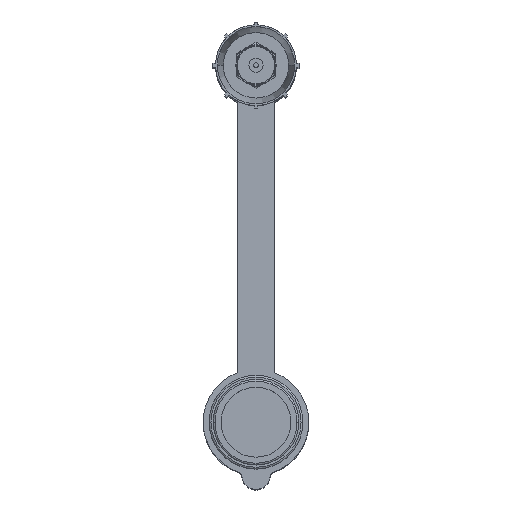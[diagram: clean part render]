
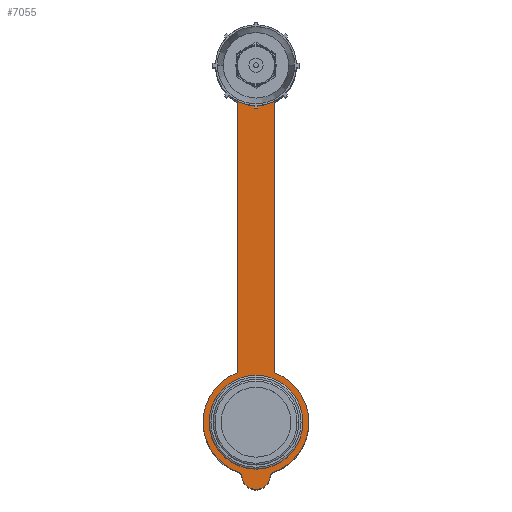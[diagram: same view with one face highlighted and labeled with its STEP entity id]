
A CAD part, top view. The second image highlights one B-rep face of the part: STEP entity #7055.
In plain terms, the highlighted face is planar.
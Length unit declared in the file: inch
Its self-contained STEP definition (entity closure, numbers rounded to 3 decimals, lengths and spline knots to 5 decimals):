
#43 = DIRECTION ( 'NONE',  ( 1., 0., 0. ) ) ;
#155 = CIRCLE ( 'NONE', #1566, 0.06 ) ;
#347 = VERTEX_POINT ( 'NONE', #7671 ) ;
#521 = CARTESIAN_POINT ( 'NONE',  ( 0.067, 0., 0.15 ) ) ;
#532 = ORIENTED_EDGE ( 'NONE', *, *, #4723, .T. ) ;
#548 = AXIS2_PLACEMENT_3D ( 'NONE', #8297, #14650, #12090 ) ;
#674 = EDGE_CURVE ( 'NONE', #2383, #13228, #995, .T. ) ;
#792 = DIRECTION ( 'NONE',  ( -1., 0., 0. ) ) ;
#811 = ORIENTED_EDGE ( 'NONE', *, *, #14235, .T. ) ;
#844 = ORIENTED_EDGE ( 'NONE', *, *, #14096, .T. ) ;
#995 = CIRCLE ( 'NONE', #13919, 0.23 ) ;
#1295 = AXIS2_PLACEMENT_3D ( 'NONE', #12418, #16127, #12318 ) ;
#1433 = EDGE_CURVE ( 'NONE', #5396, #11247, #13768, .T. ) ;
#1566 = AXIS2_PLACEMENT_3D ( 'NONE', #13198, #6741, #12050 ) ;
#1681 = DIRECTION ( 'NONE',  ( 1., 0., 0. ) ) ;
#2127 = CIRCLE ( 'NONE', #6028, 0.155 ) ;
#2151 = EDGE_CURVE ( 'NONE', #12220, #10824, #11009, .T. ) ;
#2346 = CARTESIAN_POINT ( 'NONE',  ( 0.067, 4.47793, -0.21377 ) ) ;
#2383 = VERTEX_POINT ( 'NONE', #14299 ) ;
#2729 = CARTESIAN_POINT ( 'NONE',  ( 0.067, 0., 0. ) ) ;
#2747 = DIRECTION ( 'NONE',  ( 0., -1., 0. ) ) ;
#2782 = EDGE_CURVE ( 'NONE', #16857, #13083, #6975, .T. ) ;
#2883 = CIRCLE ( 'NONE', #12998, 0.23 ) ;
#2980 = PLANE ( 'NONE',  #10345 ) ;
#3128 = CIRCLE ( 'NONE', #8145, 0.06 ) ;
#3353 = CARTESIAN_POINT ( 'NONE',  ( 0.067, 4.42144, -0.19357 ) ) ;
#3485 = DIRECTION ( 'NONE',  ( 0., 0., -1. ) ) ;
#3830 = CARTESIAN_POINT ( 'NONE',  ( 0.067, 0.10428, -0.205 ) ) ;
#3951 = DIRECTION ( 'NONE',  ( 0., 0., -1. ) ) ;
#4273 = AXIS2_PLACEMENT_3D ( 'NONE', #8406, #8318, #7168 ) ;
#4723 = EDGE_CURVE ( 'NONE', #10824, #15034, #3128, .T. ) ;
#4794 = ORIENTED_EDGE ( 'NONE', *, *, #14793, .T. ) ;
#4796 = VECTOR ( 'NONE', #2747, 39.37008 ) ;
#4820 = VERTEX_POINT ( 'NONE', #3830 ) ;
#4936 = CARTESIAN_POINT ( 'NONE',  ( 0.067, 4.47153, 0.15412 ) ) ;
#4981 = CARTESIAN_POINT ( 'NONE',  ( 0.067, 4.47153, -0.15412 ) ) ;
#5396 = VERTEX_POINT ( 'NONE', #16073 ) ;
#5466 = CIRCLE ( 'NONE', #6300, 0.15 ) ;
#5894 = CARTESIAN_POINT ( 'NONE',  ( 0.067, 3.88, 0.575 ) ) ;
#6028 = AXIS2_PLACEMENT_3D ( 'NONE', #10508, #6716, #17248 ) ;
#6242 = DIRECTION ( 'NONE',  ( 1., 0., 0. ) ) ;
#6256 = EDGE_CURVE ( 'NONE', #7935, #14125, #6966, .T. ) ;
#6300 = AXIS2_PLACEMENT_3D ( 'NONE', #9391, #1681, #11169 ) ;
#6716 = DIRECTION ( 'NONE',  ( 1., 0., 0. ) ) ;
#6728 = EDGE_LOOP ( 'NONE', ( #7804, #4794, #7421, #8474, #8010, #532, #13840, #844, #811, #7691, #11944 ) ) ;
#6741 = DIRECTION ( 'NONE',  ( -1., 0., 0. ) ) ;
#6759 = CARTESIAN_POINT ( 'NONE',  ( 0.067, 0.10428, 0.205 ) ) ;
#6966 = CIRCLE ( 'NONE', #548, 0.575 ) ;
#6974 = EDGE_LOOP ( 'NONE', ( #13588, #12658 ) ) ;
#6975 = CIRCLE ( 'NONE', #8668, 0.51 ) ;
#7055 = ADVANCED_FACE ( 'NONE', ( #11145, #10964, #16379 ), #2980, .T. ) ;
#7168 = DIRECTION ( 'NONE',  ( 0., 0., -1. ) ) ;
#7421 = ORIENTED_EDGE ( 'NONE', *, *, #12136, .T. ) ;
#7543 = EDGE_CURVE ( 'NONE', #13083, #16857, #13772, .T. ) ;
#7671 = CARTESIAN_POINT ( 'NONE',  ( 0.067, 0., -0.23 ) ) ;
#7691 = ORIENTED_EDGE ( 'NONE', *, *, #6256, .T. ) ;
#7804 = ORIENTED_EDGE ( 'NONE', *, *, #674, .T. ) ;
#7935 = VERTEX_POINT ( 'NONE', #5894 ) ;
#7971 = LINE ( 'NONE', #13358, #10795 ) ;
#8010 = ORIENTED_EDGE ( 'NONE', *, *, #2151, .T. ) ;
#8145 = AXIS2_PLACEMENT_3D ( 'NONE', #2346, #792, #8938 ) ;
#8297 = CARTESIAN_POINT ( 'NONE',  ( 0.067, 3.88, 0. ) ) ;
#8318 = DIRECTION ( 'NONE',  ( 1., 0., 0. ) ) ;
#8321 = CARTESIAN_POINT ( 'NONE',  ( 0.067, 0., 0. ) ) ;
#8406 = CARTESIAN_POINT ( 'NONE',  ( 0.067, 3.88, 0. ) ) ;
#8474 = ORIENTED_EDGE ( 'NONE', *, *, #13755, .T. ) ;
#8668 = AXIS2_PLACEMENT_3D ( 'NONE', #12790, #6242, #14194 ) ;
#8938 = DIRECTION ( 'NONE',  ( 0., 0., -1. ) ) ;
#8952 = VERTEX_POINT ( 'NONE', #4936 ) ;
#9391 = CARTESIAN_POINT ( 'NONE',  ( 0.067, 0., 0. ) ) ;
#9610 = DIRECTION ( 'NONE',  ( 0., 0., -1. ) ) ;
#9872 = DIRECTION ( 'NONE',  ( 1., 0., 0. ) ) ;
#9960 = CIRCLE ( 'NONE', #12788, 0.575 ) ;
#10010 = DIRECTION ( 'NONE',  ( 0., 0., -1. ) ) ;
#10045 = VERTEX_POINT ( 'NONE', #13493 ) ;
#10050 = CARTESIAN_POINT ( 'NONE',  ( 0.067, 3.88, 0. ) ) ;
#10345 = AXIS2_PLACEMENT_3D ( 'NONE', #8321, #15555, #3485 ) ;
#10508 = CARTESIAN_POINT ( 'NONE',  ( 0.067, 4.455, 0. ) ) ;
#10633 = EDGE_CURVE ( 'NONE', #14125, #2383, #13484, .T. ) ;
#10635 = AXIS2_PLACEMENT_3D ( 'NONE', #13763, #9872, #15265 ) ;
#10640 = ORIENTED_EDGE ( 'NONE', *, *, #2782, .F. ) ;
#10795 = VECTOR ( 'NONE', #17419, 39.37008 ) ;
#10824 = VERTEX_POINT ( 'NONE', #3353 ) ;
#10964 = FACE_BOUND ( 'NONE', #6974, .T. ) ;
#11009 = CIRCLE ( 'NONE', #4273, 0.575 ) ;
#11145 = FACE_OUTER_BOUND ( 'NONE', #6728, .T. ) ;
#11169 = DIRECTION ( 'NONE',  ( 0., 0., -1. ) ) ;
#11247 = VERTEX_POINT ( 'NONE', #521 ) ;
#11411 = CARTESIAN_POINT ( 'NONE',  ( 0.067, 3.88, -0.51 ) ) ;
#11559 = CARTESIAN_POINT ( 'NONE',  ( 0.067, 0., 0.23 ) ) ;
#11875 = DIRECTION ( 'NONE',  ( 1., 0., 0. ) ) ;
#11944 = ORIENTED_EDGE ( 'NONE', *, *, #10633, .T. ) ;
#12031 = ORIENTED_EDGE ( 'NONE', *, *, #7543, .F. ) ;
#12050 = DIRECTION ( 'NONE',  ( 0., 0., 1. ) ) ;
#12090 = DIRECTION ( 'NONE',  ( 0., 0., -1. ) ) ;
#12136 = EDGE_CURVE ( 'NONE', #347, #4820, #2883, .T. ) ;
#12220 = VERTEX_POINT ( 'NONE', #12410 ) ;
#12318 = DIRECTION ( 'NONE',  ( 0., 0., -1. ) ) ;
#12410 = CARTESIAN_POINT ( 'NONE',  ( 0.067, 3.34278, -0.205 ) ) ;
#12418 = CARTESIAN_POINT ( 'NONE',  ( 0.067, 0., 0. ) ) ;
#12658 = ORIENTED_EDGE ( 'NONE', *, *, #14254, .F. ) ;
#12788 = AXIS2_PLACEMENT_3D ( 'NONE', #13291, #11875, #3951 ) ;
#12790 = CARTESIAN_POINT ( 'NONE',  ( 0.067, 3.88, 0. ) ) ;
#12917 = AXIS2_PLACEMENT_3D ( 'NONE', #10050, #16528, #13867 ) ;
#12998 = AXIS2_PLACEMENT_3D ( 'NONE', #2729, #16210, #10010 ) ;
#13083 = VERTEX_POINT ( 'NONE', #11411 ) ;
#13198 = CARTESIAN_POINT ( 'NONE',  ( 0.067, 4.47793, 0.21377 ) ) ;
#13228 = VERTEX_POINT ( 'NONE', #11559 ) ;
#13291 = CARTESIAN_POINT ( 'NONE',  ( 0.067, 3.88, 0. ) ) ;
#13358 = CARTESIAN_POINT ( 'NONE',  ( 0.067, 0.10428, -0.205 ) ) ;
#13484 = LINE ( 'NONE', #6759, #4796 ) ;
#13493 = CARTESIAN_POINT ( 'NONE',  ( 0.067, 4.42144, 0.19357 ) ) ;
#13588 = ORIENTED_EDGE ( 'NONE', *, *, #1433, .F. ) ;
#13755 = EDGE_CURVE ( 'NONE', #4820, #12220, #7971, .T. ) ;
#13763 = CARTESIAN_POINT ( 'NONE',  ( 0.067, 0., 0. ) ) ;
#13768 = CIRCLE ( 'NONE', #10635, 0.15 ) ;
#13772 = CIRCLE ( 'NONE', #12917, 0.51 ) ;
#13840 = ORIENTED_EDGE ( 'NONE', *, *, #14600, .T. ) ;
#13867 = DIRECTION ( 'NONE',  ( 0., 0., -1. ) ) ;
#13919 = AXIS2_PLACEMENT_3D ( 'NONE', #14730, #43, #9610 ) ;
#14096 = EDGE_CURVE ( 'NONE', #8952, #10045, #155, .T. ) ;
#14125 = VERTEX_POINT ( 'NONE', #17353 ) ;
#14194 = DIRECTION ( 'NONE',  ( 0., 0., -1. ) ) ;
#14235 = EDGE_CURVE ( 'NONE', #10045, #7935, #9960, .T. ) ;
#14254 = EDGE_CURVE ( 'NONE', #11247, #5396, #5466, .T. ) ;
#14299 = CARTESIAN_POINT ( 'NONE',  ( 0.067, 0.10428, 0.205 ) ) ;
#14600 = EDGE_CURVE ( 'NONE', #15034, #8952, #2127, .T. ) ;
#14650 = DIRECTION ( 'NONE',  ( 1., 0., 0. ) ) ;
#14730 = CARTESIAN_POINT ( 'NONE',  ( 0.067, 0., 0. ) ) ;
#14793 = EDGE_CURVE ( 'NONE', #13228, #347, #17312, .T. ) ;
#15034 = VERTEX_POINT ( 'NONE', #4981 ) ;
#15265 = DIRECTION ( 'NONE',  ( 0., 0., -1. ) ) ;
#15555 = DIRECTION ( 'NONE',  ( 1., 0., 0. ) ) ;
#16073 = CARTESIAN_POINT ( 'NONE',  ( 0.067, 0., -0.15 ) ) ;
#16127 = DIRECTION ( 'NONE',  ( 1., 0., 0. ) ) ;
#16210 = DIRECTION ( 'NONE',  ( 1., 0., 0. ) ) ;
#16261 = EDGE_LOOP ( 'NONE', ( #10640, #12031 ) ) ;
#16379 = FACE_BOUND ( 'NONE', #16261, .T. ) ;
#16528 = DIRECTION ( 'NONE',  ( 1., 0., 0. ) ) ;
#16857 = VERTEX_POINT ( 'NONE', #17085 ) ;
#17085 = CARTESIAN_POINT ( 'NONE',  ( 0.067, 3.88, 0.51 ) ) ;
#17248 = DIRECTION ( 'NONE',  ( 0., 0., -1. ) ) ;
#17312 = CIRCLE ( 'NONE', #1295, 0.23 ) ;
#17353 = CARTESIAN_POINT ( 'NONE',  ( 0.067, 3.34278, 0.205 ) ) ;
#17419 = DIRECTION ( 'NONE',  ( 0., 1., 0. ) ) ;
